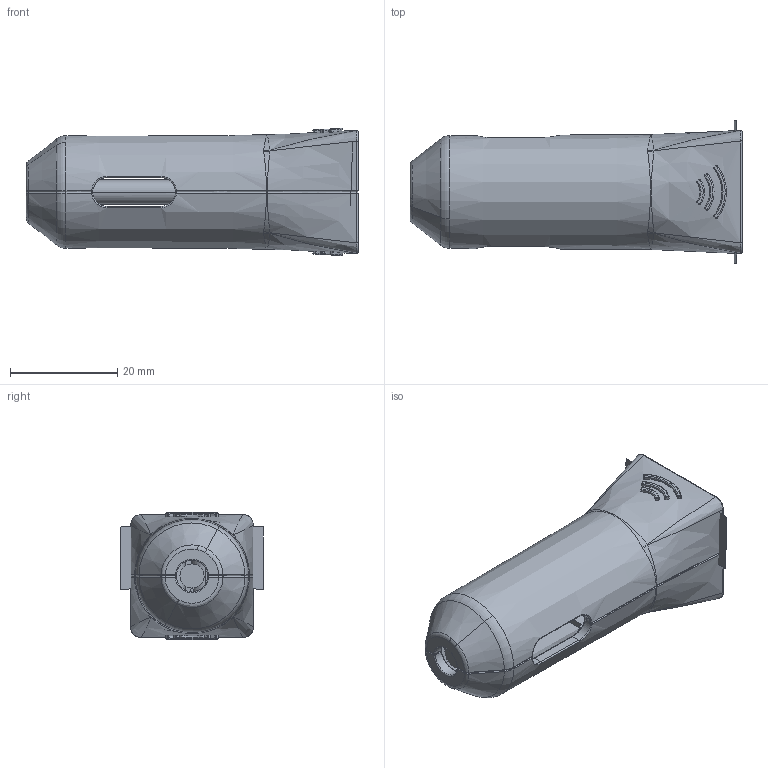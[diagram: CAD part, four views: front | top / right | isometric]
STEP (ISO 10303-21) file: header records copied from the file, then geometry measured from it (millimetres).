
FILE_DESCRIPTION(('CATIA V5 STEP Exchange'),'2;1');
FILE_NAME('appusbcar_14072014.stp','2014-07-15T15:27:08+00:00',('none'),('none'),'CATIA Version 5 Release 19 SP 2 (IN-10)','CATIA V5 STEP AP203','none');
FILE_SCHEMA(('CONFIG_CONTROL_DESIGN'));
Length unit declared in the file: millimetre
Products named in the file (2): appusbcar_14072014; Product2
Assembly tree (5 placements, depth 3):
  appusbcar_14072014
    #56
    #15575
    Product2
      #32844
    #33866
Bounding box: 61.94 x 26.62 x 23.71 mm (x, y, z)
Volume: 10465.1 mm3; surface area: 12135.3 mm2
Topology: 4 solids, 16 shells, 817 faces, 2102 edges, 1247 vertices
Faces by surface type: plane 272, bspline 220, cylinder 161, sphere 80, cone 53, torus 31
Entity records: 34286 total; most frequent: CARTESIAN_POINT 19922, ORIENTED_EDGE 3879, DIRECTION 1689, EDGE_CURVE 1623, VERTEX_POINT 974, EDGE_LOOP 837, ADVANCED_FACE 817, FACE_OUTER_BOUND 817
